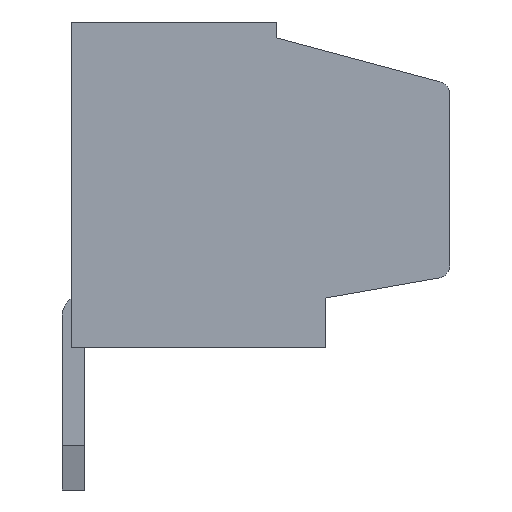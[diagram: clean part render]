
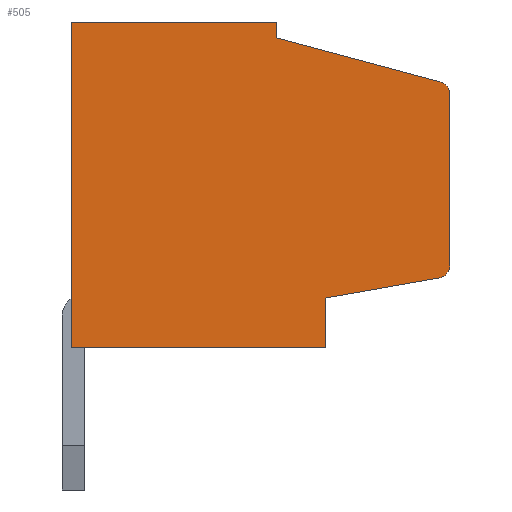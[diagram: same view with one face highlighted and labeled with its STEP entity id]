
A CAD part, left-side view. The second image highlights one B-rep face of the part: STEP entity #505.
In plain terms, the highlighted planar face has unit normal (-1, 0, 0).
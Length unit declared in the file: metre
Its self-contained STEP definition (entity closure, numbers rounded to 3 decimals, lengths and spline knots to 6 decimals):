
#505=ADVANCED_FACE('',(#1046),#1047,.F.);
#1046=FACE_OUTER_BOUND('',#1600,.T.);
#1047=PLANE('',#1601);
#1600=EDGE_LOOP('',(#3074,#3075,#3076,#3077,#3078,#3079,#3080,#3081,#3082,#3083));
#1601=AXIS2_PLACEMENT_3D('',#3084,#3085,#3086);
#3074=ORIENTED_EDGE('',*,*,#3768,.T.);
#3075=ORIENTED_EDGE('',*,*,#3387,.F.);
#3076=ORIENTED_EDGE('',*,*,#3391,.F.);
#3077=ORIENTED_EDGE('',*,*,#3398,.F.);
#3078=ORIENTED_EDGE('',*,*,#3211,.F.);
#3079=ORIENTED_EDGE('',*,*,#3770,.F.);
#3080=ORIENTED_EDGE('',*,*,#3432,.F.);
#3081=ORIENTED_EDGE('',*,*,#3416,.F.);
#3082=ORIENTED_EDGE('',*,*,#3412,.T.);
#3083=ORIENTED_EDGE('',*,*,#3766,.F.);
#3084=CARTESIAN_POINT('',(-0.006144,0.006635,0.));
#3085=DIRECTION('',(1.0,0.0,0.0));
#3086=DIRECTION('',(0.0,1.0,-0.0));
#3211=EDGE_CURVE('',#3815,#3817,#3818,.T.);
#3387=EDGE_CURVE('',#4100,#4096,#4102,.T.);
#3391=EDGE_CURVE('',#4106,#4100,#4108,.T.);
#3398=EDGE_CURVE('',#3817,#4106,#4117,.T.);
#3412=EDGE_CURVE('',#4136,#4140,#4142,.T.);
#3416=EDGE_CURVE('',#4136,#4145,#4148,.T.);
#3432=EDGE_CURVE('',#4145,#4151,#4178,.T.);
#3766=EDGE_CURVE('',#4646,#4140,#4648,.T.);
#3768=EDGE_CURVE('',#4646,#4096,#4650,.T.);
#3770=EDGE_CURVE('',#4151,#3815,#4652,.T.);
#3815=VERTEX_POINT('',#4709);
#3817=VERTEX_POINT('',#4712);
#3818=LINE('',#4713,#4714);
#4096=VERTEX_POINT('',#5107);
#4100=VERTEX_POINT('',#5113);
#4102=LINE('',#5116,#5117);
#4106=VERTEX_POINT('',#5122);
#4108=LINE('',#5125,#5126);
#4117=LINE('',#5139,#5140);
#4136=VERTEX_POINT('',#5166);
#4140=VERTEX_POINT('',#5171);
#4142=CIRCLE('',#5174,0.0003);
#4145=VERTEX_POINT('',#5177);
#4148=LINE('',#5182,#5183);
#4151=VERTEX_POINT('',#5186);
#4178=LINE('',#5227,#5228);
#4646=VERTEX_POINT('',#5950);
#4648=LINE('',#5953,#5954);
#4650=CIRCLE('',#5956,0.0003);
#4652=LINE('',#5958,#5959);
#4709=CARTESIAN_POINT('',(-0.006144,0.008939,-0.0073));
#4712=CARTESIAN_POINT('',(-0.006144,0.008939,0.));
#4713=CARTESIAN_POINT('',(-0.006144,0.008939,0.));
#4714=VECTOR('',#6002,1.0);
#5107=CARTESIAN_POINT('',(-0.006144,0.000662,-0.00134));
#5113=CARTESIAN_POINT('',(-0.006144,0.004339,-0.000355));
#5116=CARTESIAN_POINT('',(-0.006144,0.000662,-0.00134));
#5117=VECTOR('',#6177,1.0);
#5122=CARTESIAN_POINT('',(-0.006144,0.004339,0.));
#5125=CARTESIAN_POINT('',(-0.006144,0.004339,-0.000355));
#5126=VECTOR('',#6180,1.0);
#5139=CARTESIAN_POINT('',(-0.006144,0.004339,0.));
#5140=VECTOR('',#6188,1.0);
#5166=CARTESIAN_POINT('',(-0.006144,0.000687,-0.005744));
#5171=CARTESIAN_POINT('',(-0.006144,0.000439,-0.005448));
#5174=AXIS2_PLACEMENT_3D('',#6207,#6208,#6209);
#5177=CARTESIAN_POINT('',(-0.006144,0.003239,-0.006194));
#5182=CARTESIAN_POINT('',(-0.006144,0.003239,-0.006194));
#5183=VECTOR('',#6212,1.0);
#5186=CARTESIAN_POINT('',(-0.006144,0.003239,-0.0073));
#5227=CARTESIAN_POINT('',(-0.006144,0.003239,-0.0073));
#5228=VECTOR('',#6227,1.0);
#5950=CARTESIAN_POINT('',(-0.006144,0.000439,-0.00163));
#5953=CARTESIAN_POINT('',(-0.006144,0.000439,-0.005448));
#5954=VECTOR('',#6502,1.0);
#5956=AXIS2_PLACEMENT_3D('',#6503,#6504,#6505);
#5958=CARTESIAN_POINT('',(-0.006144,0.008939,-0.0073));
#5959=VECTOR('',#6506,1.0);
#6002=DIRECTION('',(0.0,0.,1.0));
#6177=DIRECTION('',(0.0,-0.966,-0.259));
#6180=DIRECTION('',(0.0,0.,-1.0));
#6188=DIRECTION('',(0.0,-1.0,0.));
#6207=CARTESIAN_POINT('',(-0.006144,0.000739,-0.005448));
#6208=DIRECTION('',(-1.0,-0.0,-0.0));
#6209=DIRECTION('',(0.0,0.0,-1.0));
#6212=DIRECTION('',(0.0,0.985,-0.174));
#6227=DIRECTION('',(0.0,0.,-1.0));
#6502=DIRECTION('',(0.0,0.,-1.0));
#6503=CARTESIAN_POINT('',(-0.006144,0.000739,-0.00163));
#6504=DIRECTION('',(-1.0,-0.0,-0.0));
#6505=DIRECTION('',(0.0,0.0,-1.0));
#6506=DIRECTION('',(0.0,1.0,0.));
